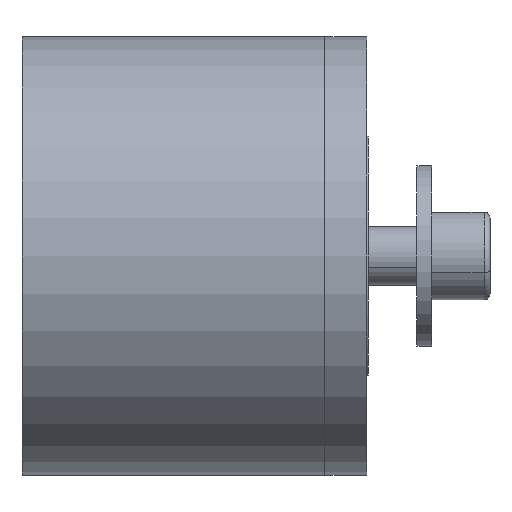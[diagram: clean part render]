
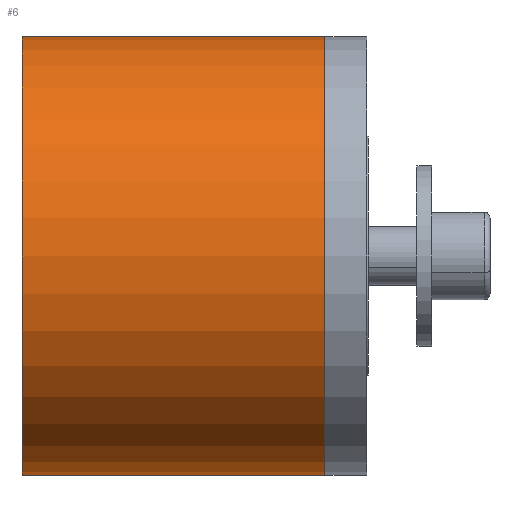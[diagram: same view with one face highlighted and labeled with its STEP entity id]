
A CAD part, front view. The second image highlights one B-rep face of the part: STEP entity #6.
In plain terms, the highlighted cylindrical face has radius 45 mm (diameter 90 mm), a partial arc.
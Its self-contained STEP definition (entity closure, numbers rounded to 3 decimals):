
#6 = ADVANCED_FACE ( 'NONE', ( #12797 ), #5488, .T. ) ;
#60 = DIRECTION ( 'NONE',  ( -1., 0., 0. ) ) ;
#474 = LINE ( 'NONE', #6577, #9492 ) ;
#1221 = ORIENTED_EDGE ( 'NONE', *, *, #6995, .T. ) ;
#1737 = CIRCLE ( 'NONE', #8436, 45. ) ;
#1741 = DIRECTION ( 'NONE',  ( 0., 0., 1. ) ) ;
#1903 = DIRECTION ( 'NONE',  ( -1., 0., 0. ) ) ;
#2128 = VERTEX_POINT ( 'NONE', #13433 ) ;
#2279 = VERTEX_POINT ( 'NONE', #9311 ) ;
#3202 = EDGE_CURVE ( 'NONE', #12001, #12829, #474, .T. ) ;
#3447 = CIRCLE ( 'NONE', #3809, 45. ) ;
#3735 = CARTESIAN_POINT ( 'NONE',  ( 62., 0., 45. ) ) ;
#3809 = AXIS2_PLACEMENT_3D ( 'NONE', #6214, #13819, #1741 ) ;
#4231 = DIRECTION ( 'NONE',  ( -1., 0., 0. ) ) ;
#4278 = CARTESIAN_POINT ( 'NONE',  ( 0., 0., 45. ) ) ;
#5307 = LINE ( 'NONE', #7723, #13291 ) ;
#5488 = CYLINDRICAL_SURFACE ( 'NONE', #12011, 45. ) ;
#6214 = CARTESIAN_POINT ( 'NONE',  ( 0., 0., 0. ) ) ;
#6577 = CARTESIAN_POINT ( 'NONE',  ( -39.259, 0., 45. ) ) ;
#6862 = EDGE_CURVE ( 'NONE', #2128, #12829, #3447, .T. ) ;
#6995 = EDGE_CURVE ( 'NONE', #2279, #12001, #1737, .T. ) ;
#7723 = CARTESIAN_POINT ( 'NONE',  ( -39.259, 0., -45. ) ) ;
#7726 = EDGE_LOOP ( 'NONE', ( #13572, #1221, #10967, #9470 ) ) ;
#8411 = CARTESIAN_POINT ( 'NONE',  ( -39.259, 0., 0. ) ) ;
#8436 = AXIS2_PLACEMENT_3D ( 'NONE', #8582, #4231, #12950 ) ;
#8582 = CARTESIAN_POINT ( 'NONE',  ( 62., 0., 0. ) ) ;
#9311 = CARTESIAN_POINT ( 'NONE',  ( 62., 0., -45. ) ) ;
#9470 = ORIENTED_EDGE ( 'NONE', *, *, #6862, .F. ) ;
#9492 = VECTOR ( 'NONE', #60, 1000. ) ;
#10597 = DIRECTION ( 'NONE',  ( 0., 0., 1. ) ) ;
#10967 = ORIENTED_EDGE ( 'NONE', *, *, #3202, .T. ) ;
#12001 = VERTEX_POINT ( 'NONE', #3735 ) ;
#12011 = AXIS2_PLACEMENT_3D ( 'NONE', #8411, #1903, #10597 ) ;
#12037 = DIRECTION ( 'NONE',  ( -1., 0., 0. ) ) ;
#12797 = FACE_OUTER_BOUND ( 'NONE', #7726, .T. ) ;
#12829 = VERTEX_POINT ( 'NONE', #4278 ) ;
#12950 = DIRECTION ( 'NONE',  ( 0., 0., 1. ) ) ;
#13291 = VECTOR ( 'NONE', #12037, 1000. ) ;
#13433 = CARTESIAN_POINT ( 'NONE',  ( 0., 0., -45. ) ) ;
#13572 = ORIENTED_EDGE ( 'NONE', *, *, #13679, .F. ) ;
#13679 = EDGE_CURVE ( 'NONE', #2279, #2128, #5307, .T. ) ;
#13819 = DIRECTION ( 'NONE',  ( -1., 0., 0. ) ) ;
